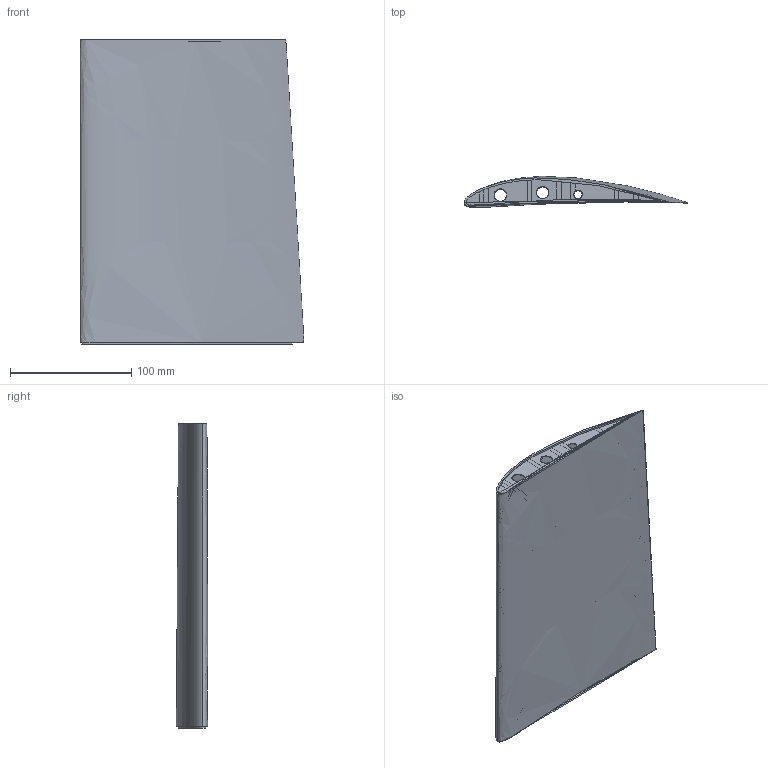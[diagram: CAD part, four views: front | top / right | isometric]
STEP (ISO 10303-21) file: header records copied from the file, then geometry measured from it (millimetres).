
FILE_DESCRIPTION (( 'STEP AP214' ), '1' );
FILE_NAME ('MirrorDetailed_Wing_2_noerror_mesi_V2.STEP', '2025-04-02T19:18:54', ( '' ), ( '' ), 'SwSTEP 2.0', 'SolidWorks 2022', '' );
FILE_SCHEMA (( 'AUTOMOTIVE_DESIGN' ));
Length unit declared in the file: millimetre
Products named in the file (1): MirrorDetailed_Wing_2_noerror_mesi_V2
Bounding box: 185.02 x 25.94 x 251.4 mm (x, y, z)
Volume: 173160.5 mm3; surface area: 227576.5 mm2
Topology: 1 solids, 20 shells, 293 faces, 729 edges, 486 vertices
Faces by surface type: plane 159, bspline 90, cylinder 44
Entity records: 15839 total; most frequent: CARTESIAN_POINT 10117, ORIENTED_EDGE 1458, EDGE_CURVE 729, DIRECTION 684, VERTEX_POINT 486, B_SPLINE_CURVE_WITH_KNOTS 337, EDGE_LOOP 329, FACE_OUTER_BOUND 293
